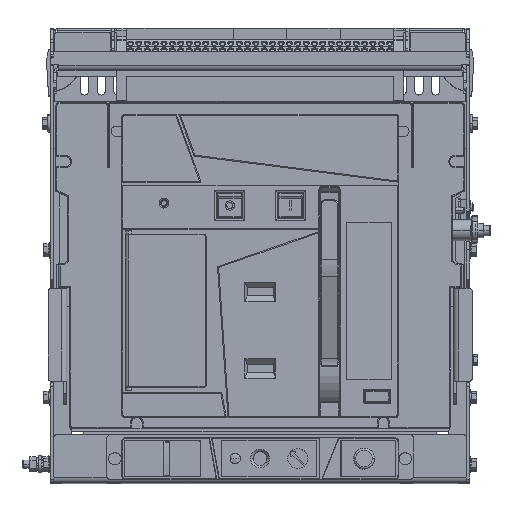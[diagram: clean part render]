
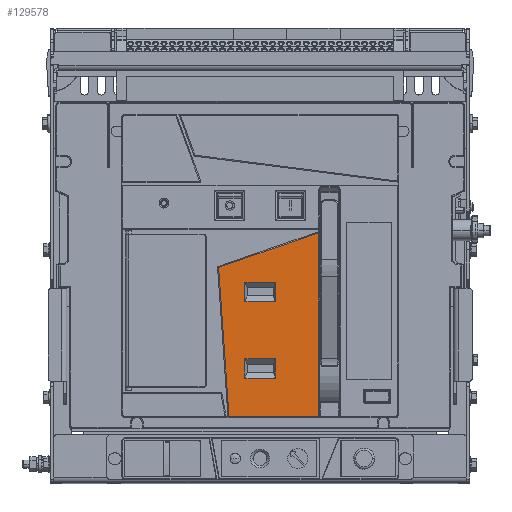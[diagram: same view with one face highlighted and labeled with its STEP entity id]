
A CAD part, top view. The second image highlights one B-rep face of the part: STEP entity #129578.
In plain terms, the highlighted face is planar.
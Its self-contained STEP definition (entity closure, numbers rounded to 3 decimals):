
#2799 = EDGE_LOOP ( 'NONE', ( #54853, #91141, #135037, #18745 ) ) ;
#2966 = EDGE_CURVE ( 'NONE', #80186, #122371, #57180, .T. ) ;
#3244 = DIRECTION ( 'NONE',  ( 1., 0., 0. ) ) ;
#6623 = ORIENTED_EDGE ( 'NONE', *, *, #57936, .T. ) ;
#7298 = VECTOR ( 'NONE', #75267, 1000. ) ;
#9670 = ORIENTED_EDGE ( 'NONE', *, *, #109051, .T. ) ;
#9730 = ORIENTED_EDGE ( 'NONE', *, *, #2966, .T. ) ;
#9996 = LINE ( 'NONE', #137373, #24152 ) ;
#10872 = EDGE_CURVE ( 'NONE', #40163, #72570, #34130, .T. ) ;
#12712 = VERTEX_POINT ( 'NONE', #19110 ) ;
#13802 = CARTESIAN_POINT ( 'NONE',  ( 394.1, -2.303, -10.245 ) ) ;
#14074 = LINE ( 'NONE', #109778, #17544 ) ;
#14263 = VECTOR ( 'NONE', #3244, 1000. ) ;
#17054 = VECTOR ( 'NONE', #66495, 1000. ) ;
#17544 = VECTOR ( 'NONE', #35193, 1000. ) ;
#18344 = CARTESIAN_POINT ( 'NONE',  ( 394.1, -51.803, -10.33 ) ) ;
#18745 = ORIENTED_EDGE ( 'NONE', *, *, #33114, .T. ) ;
#19110 = CARTESIAN_POINT ( 'NONE',  ( 283.5, 71.097, -10.118 ) ) ;
#22929 = VERTEX_POINT ( 'NONE', #49335 ) ;
#24152 = VECTOR ( 'NONE', #85284, 1000. ) ;
#24770 = VERTEX_POINT ( 'NONE', #65296 ) ;
#26422 = CARTESIAN_POINT ( 'NONE',  ( 213.1, -38.803, -10.308 ) ) ;
#26796 = ORIENTED_EDGE ( 'NONE', *, *, #10872, .T. ) ;
#27608 = DIRECTION ( 'NONE',  ( 0., 1., 0.002 ) ) ;
#27899 = VECTOR ( 'NONE', #131243, 1000. ) ;
#31824 = EDGE_CURVE ( 'NONE', #72570, #80186, #53588, .T. ) ;
#32487 = CARTESIAN_POINT ( 'NONE',  ( 219.1, -38.803, -10.308 ) ) ;
#33036 = LINE ( 'NONE', #75960, #7298 ) ;
#33114 = EDGE_CURVE ( 'NONE', #138726, #74205, #33036, .T. ) ;
#34130 = LINE ( 'NONE', #119951, #17054 ) ;
#35193 = DIRECTION ( 'NONE',  ( 0.945, -0.327, -0.001 ) ) ;
#36390 = LINE ( 'NONE', #100393, #121322 ) ;
#37377 = FACE_BOUND ( 'NONE', #69689, .T. ) ;
#40163 = VERTEX_POINT ( 'NONE', #126979 ) ;
#41224 = DIRECTION ( 'NONE',  ( 0., -1., -0.002 ) ) ;
#43193 = CARTESIAN_POINT ( 'NONE',  ( 298.763, -38.803, -10.308 ) ) ;
#43739 = CARTESIAN_POINT ( 'NONE',  ( 254.5, 89.697, -10.086 ) ) ;
#43801 = CARTESIAN_POINT ( 'NONE',  ( 283.5, -2.303, -10.245 ) ) ;
#43998 = CARTESIAN_POINT ( 'NONE',  ( 254.5, -51.803, -10.33 ) ) ;
#44872 = DIRECTION ( 'NONE',  ( 1., 0., 0. ) ) ;
#46108 = LINE ( 'NONE', #57363, #27899 ) ;
#46864 = EDGE_CURVE ( 'NONE', #89192, #105105, #46108, .T. ) ;
#48613 = VECTOR ( 'NONE', #41224, 1000. ) ;
#48760 = CARTESIAN_POINT ( 'NONE',  ( 213.1, 136.753, -10.005 ) ) ;
#49335 = CARTESIAN_POINT ( 'NONE',  ( 254.5, 16.297, -10.213 ) ) ;
#51238 = EDGE_CURVE ( 'NONE', #74205, #24770, #9996, .T. ) ;
#53588 = LINE ( 'NONE', #32487, #137289 ) ;
#53688 = ORIENTED_EDGE ( 'NONE', *, *, #46864, .T. ) ;
#54853 = ORIENTED_EDGE ( 'NONE', *, *, #51238, .T. ) ;
#57180 = LINE ( 'NONE', #123969, #59165 ) ;
#57363 = CARTESIAN_POINT ( 'NONE',  ( 283.5, -51.803, -10.33 ) ) ;
#57936 = EDGE_CURVE ( 'NONE', #105105, #22929, #109177, .T. ) ;
#59165 = VECTOR ( 'NONE', #27608, 1000. ) ;
#59177 = DIRECTION ( 'NONE',  ( -1., 0., 0. ) ) ;
#65296 = CARTESIAN_POINT ( 'NONE',  ( 254.5, 71.097, -10.118 ) ) ;
#66267 = EDGE_CURVE ( 'NONE', #24770, #12712, #36390, .T. ) ;
#66495 = DIRECTION ( 'NONE',  ( -0.07, -0.998, -0.002 ) ) ;
#67289 = LINE ( 'NONE', #13802, #14263 ) ;
#69689 = EDGE_LOOP ( 'NONE', ( #75531, #9670, #53688, #6623 ) ) ;
#69759 = DIRECTION ( 'NONE',  ( -1., 0., 0. ) ) ;
#69808 = CARTESIAN_POINT ( 'NONE',  ( 283.5, -51.803, -10.33 ) ) ;
#71861 = LINE ( 'NONE', #69808, #118715 ) ;
#72570 = VERTEX_POINT ( 'NONE', #43193 ) ;
#73597 = LINE ( 'NONE', #43998, #48613 ) ;
#74205 = VERTEX_POINT ( 'NONE', #43739 ) ;
#75267 = DIRECTION ( 'NONE',  ( -1., 0., 0. ) ) ;
#75531 = ORIENTED_EDGE ( 'NONE', *, *, #113158, .T. ) ;
#75960 = CARTESIAN_POINT ( 'NONE',  ( 394.1, 89.697, -10.086 ) ) ;
#79041 = EDGE_LOOP ( 'NONE', ( #133116, #9730, #95670, #26796 ) ) ;
#80186 = VERTEX_POINT ( 'NONE', #26422 ) ;
#80305 = CARTESIAN_POINT ( 'NONE',  ( 394.1, 16.297, -10.213 ) ) ;
#83060 = FACE_BOUND ( 'NONE', #2799, .T. ) ;
#84175 = CARTESIAN_POINT ( 'NONE',  ( 283.5, 16.297, -10.213 ) ) ;
#85284 = DIRECTION ( 'NONE',  ( 0., -1., -0.002 ) ) ;
#89192 = VERTEX_POINT ( 'NONE', #43801 ) ;
#89604 = CARTESIAN_POINT ( 'NONE',  ( 254.5, -2.303, -10.245 ) ) ;
#91141 = ORIENTED_EDGE ( 'NONE', *, *, #66267, .T. ) ;
#92974 = DIRECTION ( 'NONE',  ( 0., 1., 0.002 ) ) ;
#95670 = ORIENTED_EDGE ( 'NONE', *, *, #116434, .T. ) ;
#100393 = CARTESIAN_POINT ( 'NONE',  ( 394.1, 71.097, -10.118 ) ) ;
#102773 = DIRECTION ( 'NONE',  ( 0., -0.002, 1. ) ) ;
#105105 = VERTEX_POINT ( 'NONE', #84175 ) ;
#109051 = EDGE_CURVE ( 'NONE', #123298, #89192, #67289, .T. ) ;
#109177 = LINE ( 'NONE', #80305, #123887 ) ;
#109778 = CARTESIAN_POINT ( 'NONE',  ( 433.869, 60.427, -10.137 ) ) ;
#113158 = EDGE_CURVE ( 'NONE', #22929, #123298, #73597, .T. ) ;
#114704 = PLANE ( 'NONE',  #121263 ) ;
#114923 = EDGE_CURVE ( 'NONE', #12712, #138726, #71861, .T. ) ;
#116434 = EDGE_CURVE ( 'NONE', #122371, #40163, #14074, .T. ) ;
#118715 = VECTOR ( 'NONE', #92974, 1000. ) ;
#119951 = CARTESIAN_POINT ( 'NONE',  ( 298.361, -44.549, -10.318 ) ) ;
#121263 = AXIS2_PLACEMENT_3D ( 'NONE', #18344, #102773, #69759 ) ;
#121322 = VECTOR ( 'NONE', #44872, 1000. ) ;
#122371 = VERTEX_POINT ( 'NONE', #48760 ) ;
#123298 = VERTEX_POINT ( 'NONE', #89604 ) ;
#123887 = VECTOR ( 'NONE', #59177, 1000. ) ;
#123969 = CARTESIAN_POINT ( 'NONE',  ( 213.1, -51.803, -10.33 ) ) ;
#126979 = CARTESIAN_POINT ( 'NONE',  ( 308.727, 103.692, -10.062 ) ) ;
#127466 = DIRECTION ( 'NONE',  ( -1., 0., 0. ) ) ;
#129578 = ADVANCED_FACE ( 'NONE', ( #135149, #83060, #37377 ), #114704, .F. ) ;
#131243 = DIRECTION ( 'NONE',  ( 0., 1., 0.002 ) ) ;
#132115 = CARTESIAN_POINT ( 'NONE',  ( 283.5, 89.697, -10.086 ) ) ;
#133116 = ORIENTED_EDGE ( 'NONE', *, *, #31824, .T. ) ;
#135037 = ORIENTED_EDGE ( 'NONE', *, *, #114923, .T. ) ;
#135149 = FACE_OUTER_BOUND ( 'NONE', #79041, .T. ) ;
#137289 = VECTOR ( 'NONE', #127466, 1000. ) ;
#137373 = CARTESIAN_POINT ( 'NONE',  ( 254.5, -51.803, -10.33 ) ) ;
#138726 = VERTEX_POINT ( 'NONE', #132115 ) ;
